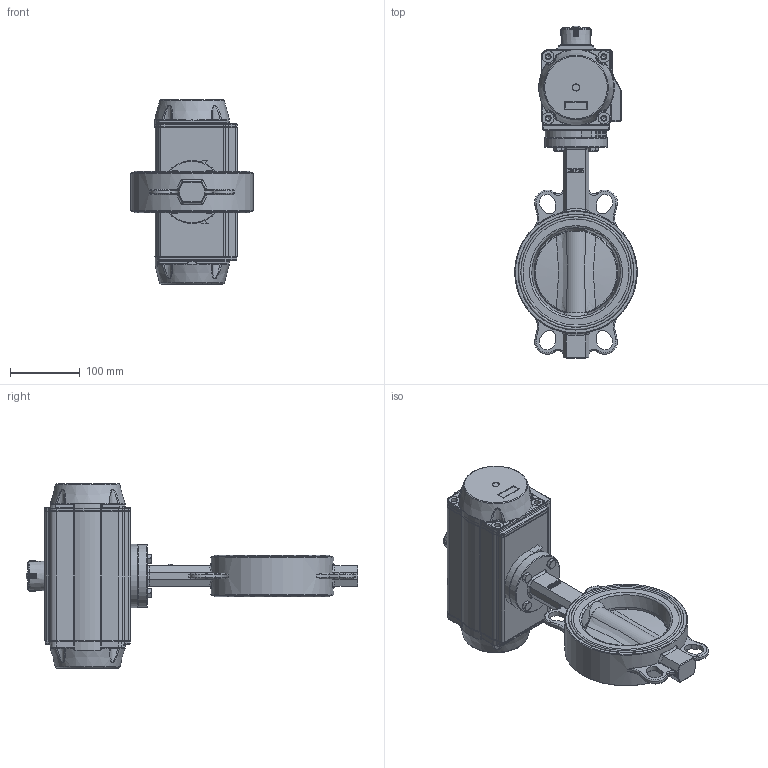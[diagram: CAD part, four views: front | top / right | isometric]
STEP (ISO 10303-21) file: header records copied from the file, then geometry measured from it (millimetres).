
FILE_DESCRIPTION(/* description */ ('Unknown'),/* implementation_level */ '2;1');
FILE_NAME(/* name */ 'PD06 5100_5110_5120-13',/* time_stamp */ '2025-03-31T13:31:38+02:00',/* author */ ('Unknown'),/* organization */ ('Unknown'),/* preprocessor_version */ 'ST-DEVELOPER v19.4',/* originating_system */ 'Solid Edge',/* authorisation */ 'Unknown');
FILE_SCHEMA (('AUTOMOTIVE_DESIGN {1 0 10303 214 3 1 1}'));
Products named in the file (20): PD06 5100_5110_5120-13; WAFER-DN125; DN125概极; seat; disc; shaft1; shaft2; bushing1; Raster DN40- DN150; DIN 933 M8x35 A2-70 BLK_EDST; PD06_PE05; VTE95____; ____; zhou95; vt95_________________MIR; vt95-2016-06-25; Optische Anzeige; ______; ________(___________; cup head nib bolts with large head gb_GB_FASTENER_BOLT_CHNBW M6X25-N
Assembly tree (27 placements, depth 4):
  PD06 5100_5110_5120-13
    WAFER-DN125
      DN125概极
      seat
      disc
      shaft1
      shaft2
      bushing1  x2
    Raster DN40- DN150
    DIN 933 M8x35 A2-70 BLK_EDST  x4
    PD06_PE05
      VTE95____
      ____  x2
      zhou95
      vt95_________________MIR
      vt95-2016-06-25
      Optische Anzeige
        ______
        ________(___________  x4
        cup head nib bolts with large head gb_GB_FASTENER_BOLT_CHNBW M6X25-N
Bounding box: 176 x 475.81 x 264 mm (x, y, z)
Volume: 2820142.5 mm3; surface area: 716916.2 mm2
Topology: 24 solids, 24 shells, 3546 faces, 8807 edges, 5432 vertices
Faces by surface type: plane 1075, cylinder 897, bspline 742, torus 540, cone 247, sphere 45
Full cylindrical faces by diameter (mm): 3 x16, 3.3 x8, 4.134 x8, 4.66 x1, 4.917 x5, 5 x1, 5.5 x1, 6 x1, 6.2 x1, 6.647 x12, 6.8 x8, 8 x4, 8.376 x2, 10 x4, 11.445 x2, 12 x2, 13 x5, 15 x3, 16.2 x1, 16.4 x1, 17 x4, 18 x2, 18.7 x1, 18.92 x3, 19.2 x3, 20 x5, 22 x2, 23.8 x4, 23.88 x2, 24.5 x14
Entity records: 114714 total; most frequent: CARTESIAN_POINT 53509, ORIENTED_EDGE 13252, DIRECTION 10992, EDGE_CURVE 6626, VERTEX_POINT 4315, AXIS2_PLACEMENT_3D 4293, FACE_BOUND 3359, EDGE_LOOP 3349
